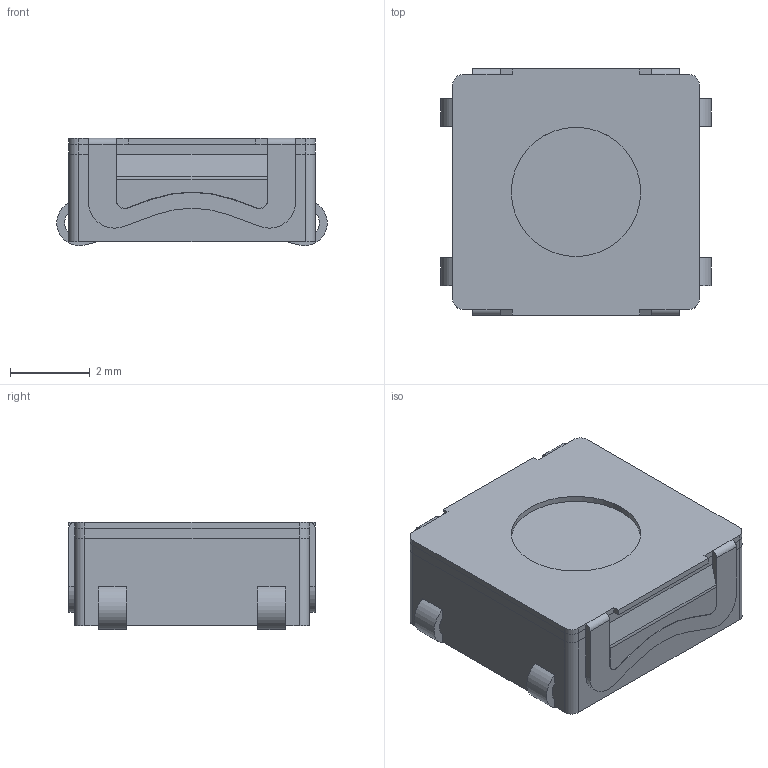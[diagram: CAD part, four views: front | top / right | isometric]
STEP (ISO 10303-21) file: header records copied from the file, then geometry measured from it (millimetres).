
FILE_DESCRIPTION(/* description */ (''),/* implementation_level */ '2;1');
FILE_NAME(/* name */ 'TL3304NFxxxJ.stp',/* time_stamp */ '2022-10-20T12:56:48-05:00',/* author */ ('mroman'),/* organization */ (''),/* preprocessor_version */ 'ST-DEVELOPER v18.1',/* originating_system */ 'Autodesk Inventor 2020',/* authorisation */ '');
FILE_SCHEMA (('AUTOMOTIVE_DESIGN { 1 0 10303 214 3 1 1 }'));
Length unit declared in the file: millimetre
Products named in the file (1): TL3304NFxxxJJ
Bounding box: 6.8 x 6.2 x 2.7 mm (x, y, z)
Volume: 73.8 mm3; surface area: 226.3 mm2
Topology: 1 solids, 2 shells, 221 faces, 607 edges, 395 vertices
Faces by surface type: plane 156, cylinder 64, cone 1
Full cylindrical faces by diameter (mm): 0.8 x1, 3.25 x1, 5 x2
Entity records: 7019 total; most frequent: CARTESIAN_POINT 1224, ORIENTED_EDGE 1214, DIRECTION 1170, EDGE_CURVE 607, LINE 488, VECTOR 488, VERTEX_POINT 395, AXIS2_PLACEMENT_3D 341
